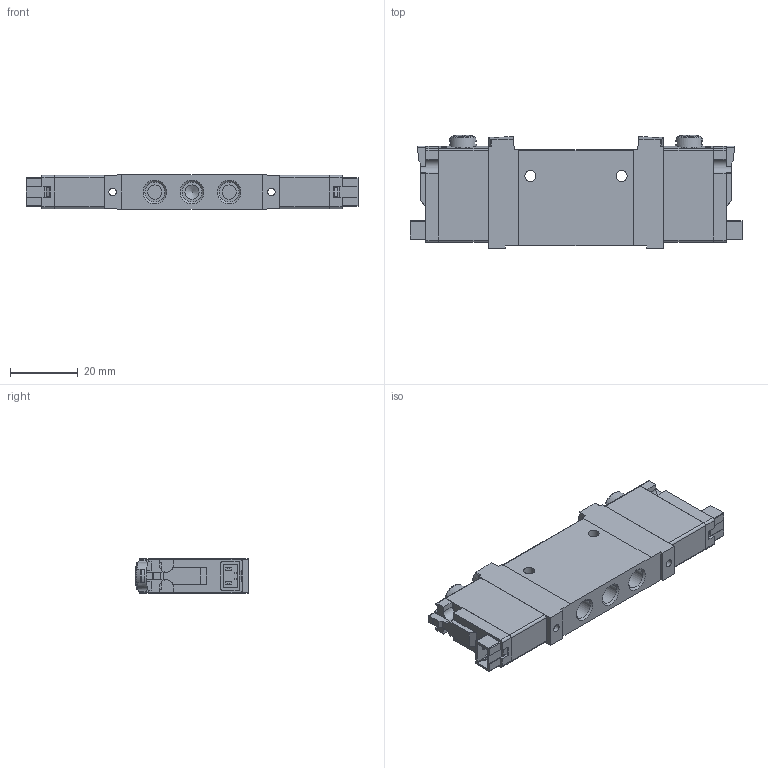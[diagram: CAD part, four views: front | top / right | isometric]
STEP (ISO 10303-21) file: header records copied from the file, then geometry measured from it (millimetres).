
FILE_DESCRIPTION(/* description */ ('VUVG-Solenoid valve'),/* implementation_level */ '2;1');
FILE_NAME(/* name */ 'fc18-098_Solenoid.iam.step',/* time_stamp */ '2017-11-30T11:22:23-08:00',/* author */ ('Autodesk Inc.'),/* organization */ ('Autodesk Inc.'),/* preprocessor_version */ 'ST-DEVELOPER v16.13',/* originating_system */ 'Autodesk Inventor 2018',/* authorisation */ '');
FILE_SCHEMA (('AUTOMOTIVE_DESIGN { 1 0 10303 214 3 1 1 }'));
Length unit declared in the file: millimetre
Products named in the file (3): fc18-098; 564212 VUVG-LK10-B52---T-M7--1H2--L-----(G); 3779382 VUVG-LK-IP40
Assembly tree (3 placements, depth 2):
  fc18-098
    564212 VUVG-LK10-B52---T-M7--1H2--L-----(G)
    3779382 VUVG-LK-IP40  x2
Bounding box: 98.3 x 33.47 x 10.25 mm (x, y, z)
Volume: 23556.2 mm3; surface area: 11993.1 mm2
Topology: 3 solids, 3 shells, 551 faces, 1515 edges, 1003 vertices
Faces by surface type: plane 415, cylinder 114, cone 14, torus 6, sphere 2
Full cylindrical faces by diameter (mm): 3.3 x2, 3.8 x2, 3.9 x2, 4.2 x3, 5.917 x5, 8.1 x2
Entity records: 13880 total; most frequent: CARTESIAN_POINT 2692, ORIENTED_EDGE 2284, DIRECTION 2276, EDGE_CURVE 1142, LINE 836, VECTOR 836, VERTEX_POINT 772, AXIS2_PLACEMENT_3D 720
